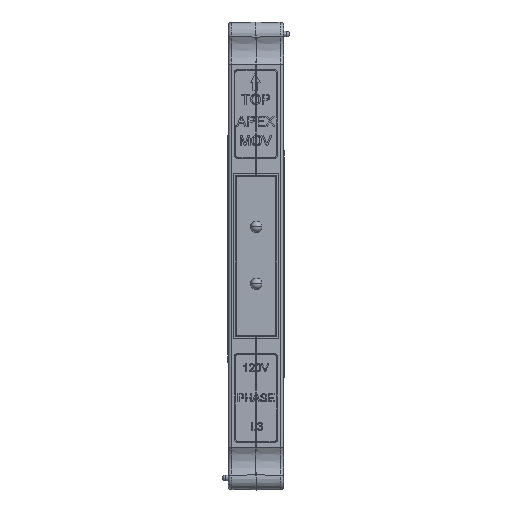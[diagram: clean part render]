
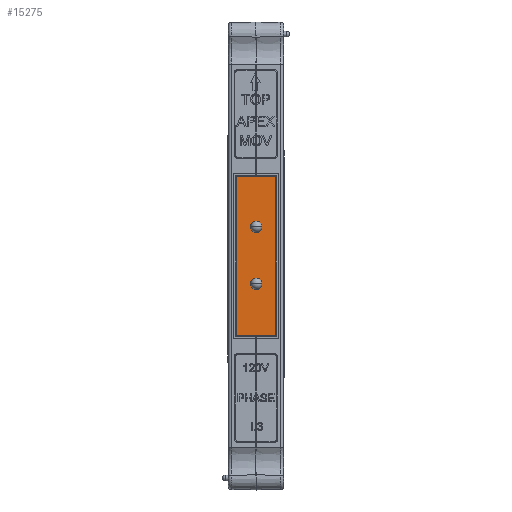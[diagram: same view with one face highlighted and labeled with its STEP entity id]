
A CAD part, top view. The second image highlights one B-rep face of the part: STEP entity #15275.
In plain terms, the highlighted planar face has unit normal (0, 0, 1).
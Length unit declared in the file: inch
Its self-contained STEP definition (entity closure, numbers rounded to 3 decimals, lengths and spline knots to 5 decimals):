
#294 = ORIENTED_EDGE ( 'NONE', *, *, #3428, .F. ) ;
#1010 = VERTEX_POINT ( 'NONE', #26903 ) ;
#1809 = VERTEX_POINT ( 'NONE', #55999 ) ;
#2680 = EDGE_CURVE ( 'NONE', #1809, #19715, #19930, .T. ) ;
#2716 = VECTOR ( 'NONE', #31314, 39.37008 ) ;
#3428 = EDGE_CURVE ( 'NONE', #27910, #1010, #30763, .T. ) ;
#3681 = CARTESIAN_POINT ( 'NONE',  ( -1.68475, -1.35778, 0.04 ) ) ;
#3829 = DIRECTION ( 'NONE',  ( 0., -1., 0. ) ) ;
#4071 = CARTESIAN_POINT ( 'NONE',  ( -1.28975, 0.6032, 0.04 ) ) ;
#4971 = DIRECTION ( 'NONE',  ( 0., 0., -1. ) ) ;
#5931 = EDGE_CURVE ( 'NONE', #19715, #1809, #32424, .T. ) ;
#6462 = DIRECTION ( 'NONE',  ( 1., 0., 0. ) ) ;
#6719 = DIRECTION ( 'NONE',  ( -1., 0., 0. ) ) ;
#8406 = EDGE_LOOP ( 'NONE', ( #11320, #294, #8863, #41891 ) ) ;
#8499 = DIRECTION ( 'NONE',  ( 0., 1., 0. ) ) ;
#8863 = ORIENTED_EDGE ( 'NONE', *, *, #14876, .T. ) ;
#9251 = ORIENTED_EDGE ( 'NONE', *, *, #5931, .F. ) ;
#9396 = LINE ( 'NONE', #25271, #23818 ) ;
#10373 = FACE_OUTER_BOUND ( 'NONE', #8406, .T. ) ;
#10923 = CARTESIAN_POINT ( 'NONE',  ( -1.28975, -0.3968, 0.04 ) ) ;
#11320 = ORIENTED_EDGE ( 'NONE', *, *, #50542, .T. ) ;
#12709 = CIRCLE ( 'NONE', #39396, 0.1 ) ;
#13373 = CARTESIAN_POINT ( 'NONE',  ( -1.28975, -0.3968, 0.04 ) ) ;
#13462 = CARTESIAN_POINT ( 'NONE',  ( -0.89475, -1.35778, 0.04 ) ) ;
#14876 = EDGE_CURVE ( 'NONE', #27910, #54103, #41839, .T. ) ;
#15275 = ADVANCED_FACE ( 'NONE', ( #10373, #43864, #48656 ), #51652, .F. ) ;
#17211 = ORIENTED_EDGE ( 'NONE', *, *, #2680, .F. ) ;
#17445 = DIRECTION ( 'NONE',  ( -1., 0., 0. ) ) ;
#19715 = VERTEX_POINT ( 'NONE', #22692 ) ;
#19930 = CIRCLE ( 'NONE', #49287, 0.1 ) ;
#20194 = LINE ( 'NONE', #45630, #50260 ) ;
#20915 = EDGE_CURVE ( 'NONE', #51084, #54103, #20194, .T. ) ;
#21615 = CARTESIAN_POINT ( 'NONE',  ( -0.89475, 1.53222, 0.04 ) ) ;
#21844 = CARTESIAN_POINT ( 'NONE',  ( -1.68475, 1.53222, 0.04 ) ) ;
#22592 = VERTEX_POINT ( 'NONE', #46701 ) ;
#22692 = CARTESIAN_POINT ( 'NONE',  ( -1.38975, 0.6032, 0.04 ) ) ;
#23818 = VECTOR ( 'NONE', #3829, 39.37008 ) ;
#24533 = ORIENTED_EDGE ( 'NONE', *, *, #35937, .T. ) ;
#25271 = CARTESIAN_POINT ( 'NONE',  ( -1.68475, 1.53222, 0.04 ) ) ;
#26903 = CARTESIAN_POINT ( 'NONE',  ( -1.68475, -1.35778, 0.04 ) ) ;
#27910 = VERTEX_POINT ( 'NONE', #54764 ) ;
#28272 = VECTOR ( 'NONE', #8499, 39.37008 ) ;
#29675 = EDGE_CURVE ( 'NONE', #44224, #22592, #56068, .T. ) ;
#30763 = LINE ( 'NONE', #13462, #2716 ) ;
#31314 = DIRECTION ( 'NONE',  ( -1., 0., 0. ) ) ;
#32424 = CIRCLE ( 'NONE', #39027, 0.1 ) ;
#32677 = CARTESIAN_POINT ( 'NONE',  ( -1.18975, -0.3968, 0.04 ) ) ;
#32735 = ORIENTED_EDGE ( 'NONE', *, *, #29675, .T. ) ;
#34279 = DIRECTION ( 'NONE',  ( -1., 0., 0. ) ) ;
#35937 = EDGE_CURVE ( 'NONE', #22592, #44224, #12709, .T. ) ;
#36900 = AXIS2_PLACEMENT_3D ( 'NONE', #3681, #47214, #34279 ) ;
#38935 = EDGE_LOOP ( 'NONE', ( #32735, #24533 ) ) ;
#39027 = AXIS2_PLACEMENT_3D ( 'NONE', #51372, #50998, #42914 ) ;
#39396 = AXIS2_PLACEMENT_3D ( 'NONE', #13373, #4971, #17445 ) ;
#41017 = EDGE_LOOP ( 'NONE', ( #17211, #9251 ) ) ;
#41839 = LINE ( 'NONE', #52078, #28272 ) ;
#41891 = ORIENTED_EDGE ( 'NONE', *, *, #20915, .F. ) ;
#42914 = DIRECTION ( 'NONE',  ( 1., 0., 0. ) ) ;
#43000 = DIRECTION ( 'NONE',  ( 0., 0., 1. ) ) ;
#43864 = FACE_BOUND ( 'NONE', #41017, .T. ) ;
#44224 = VERTEX_POINT ( 'NONE', #32677 ) ;
#45630 = CARTESIAN_POINT ( 'NONE',  ( -1.68475, 1.53222, 0.04 ) ) ;
#46448 = DIRECTION ( 'NONE',  ( 0., 0., -1. ) ) ;
#46701 = CARTESIAN_POINT ( 'NONE',  ( -1.38975, -0.3968, 0.04 ) ) ;
#47214 = DIRECTION ( 'NONE',  ( 0., 0., -1. ) ) ;
#47423 = DIRECTION ( 'NONE',  ( 1., 0., 0. ) ) ;
#48656 = FACE_BOUND ( 'NONE', #38935, .T. ) ;
#49287 = AXIS2_PLACEMENT_3D ( 'NONE', #4071, #43000, #47423 ) ;
#50260 = VECTOR ( 'NONE', #6462, 39.37008 ) ;
#50542 = EDGE_CURVE ( 'NONE', #51084, #1010, #9396, .T. ) ;
#50998 = DIRECTION ( 'NONE',  ( 0., 0., 1. ) ) ;
#51084 = VERTEX_POINT ( 'NONE', #21844 ) ;
#51372 = CARTESIAN_POINT ( 'NONE',  ( -1.28975, 0.6032, 0.04 ) ) ;
#51652 = PLANE ( 'NONE',  #36900 ) ;
#52078 = CARTESIAN_POINT ( 'NONE',  ( -0.89475, -1.35778, 0.04 ) ) ;
#52833 = AXIS2_PLACEMENT_3D ( 'NONE', #10923, #46448, #6719 ) ;
#54103 = VERTEX_POINT ( 'NONE', #21615 ) ;
#54764 = CARTESIAN_POINT ( 'NONE',  ( -0.89475, -1.35778, 0.04 ) ) ;
#55999 = CARTESIAN_POINT ( 'NONE',  ( -1.18975, 0.6032, 0.04 ) ) ;
#56068 = CIRCLE ( 'NONE', #52833, 0.1 ) ;
